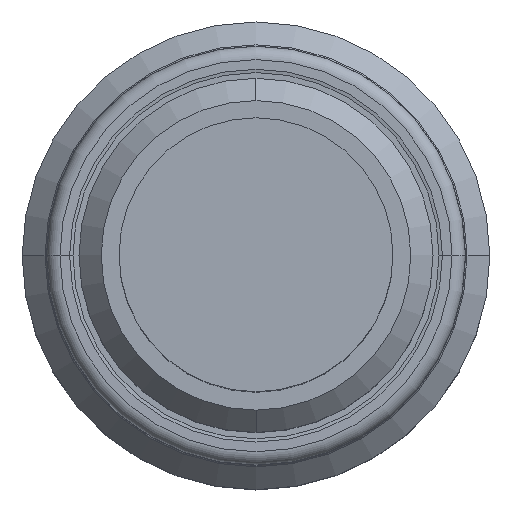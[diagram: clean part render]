
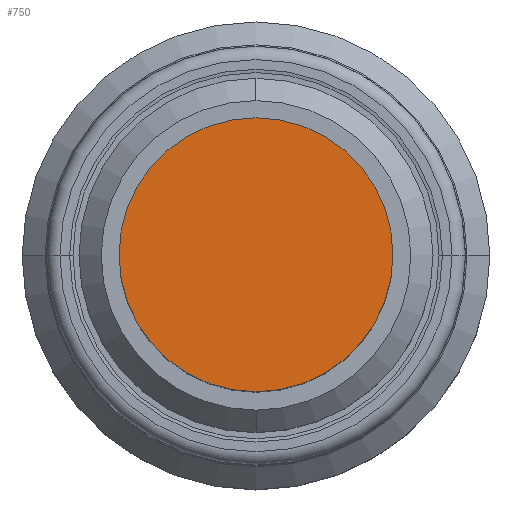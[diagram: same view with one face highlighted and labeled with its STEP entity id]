
A CAD part, top view. The second image highlights one B-rep face of the part: STEP entity #750.
In plain terms, the highlighted planar face has unit normal (0, 0, 1).
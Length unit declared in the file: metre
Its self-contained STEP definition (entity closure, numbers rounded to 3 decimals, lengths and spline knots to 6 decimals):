
#268 = CIRCLE ( 'NONE', #2004, 0.00615 ) ;
#314 = CARTESIAN_POINT ( 'NONE',  ( 0., 0., 0. ) ) ;
#340 = PLANE ( 'NONE',  #2691 ) ;
#465 = ORIENTED_EDGE ( 'NONE', *, *, #3241, .F. ) ;
#592 = DIRECTION ( 'NONE',  ( -1., 0., 0. ) ) ;
#733 = AXIS2_PLACEMENT_3D ( 'NONE', #314, #2214, #592 ) ;
#750 = ADVANCED_FACE ( 'NONE', ( #1145 ), #340, .F. ) ;
#1123 = DIRECTION ( 'NONE',  ( -1., 0., 0. ) ) ;
#1145 = FACE_OUTER_BOUND ( 'NONE', #2327, .T. ) ;
#1174 = CARTESIAN_POINT ( 'NONE',  ( 0., 0., 0. ) ) ;
#1193 = CARTESIAN_POINT ( 'NONE',  ( 0., 0., 0. ) ) ;
#1264 = VERTEX_POINT ( 'NONE', #1337 ) ;
#1337 = CARTESIAN_POINT ( 'NONE',  ( -0.00615, 0., 0. ) ) ;
#1446 = DIRECTION ( 'NONE',  ( -1., 0., 0. ) ) ;
#1556 = VERTEX_POINT ( 'NONE', #2193 ) ;
#1852 = ORIENTED_EDGE ( 'NONE', *, *, #3196, .F. ) ;
#2004 = AXIS2_PLACEMENT_3D ( 'NONE', #1174, #3068, #1446 ) ;
#2193 = CARTESIAN_POINT ( 'NONE',  ( 0.00615, 0., 0. ) ) ;
#2200 = DIRECTION ( 'NONE',  ( 0., 0., -1. ) ) ;
#2214 = DIRECTION ( 'NONE',  ( 0., 0., -1. ) ) ;
#2327 = EDGE_LOOP ( 'NONE', ( #1852, #465 ) ) ;
#2691 = AXIS2_PLACEMENT_3D ( 'NONE', #1193, #2200, #1123 ) ;
#3068 = DIRECTION ( 'NONE',  ( 0., 0., -1. ) ) ;
#3166 = CIRCLE ( 'NONE', #733, 0.00615 ) ;
#3196 = EDGE_CURVE ( 'NONE', #1264, #1556, #3166, .T. ) ;
#3241 = EDGE_CURVE ( 'NONE', #1556, #1264, #268, .T. ) ;
